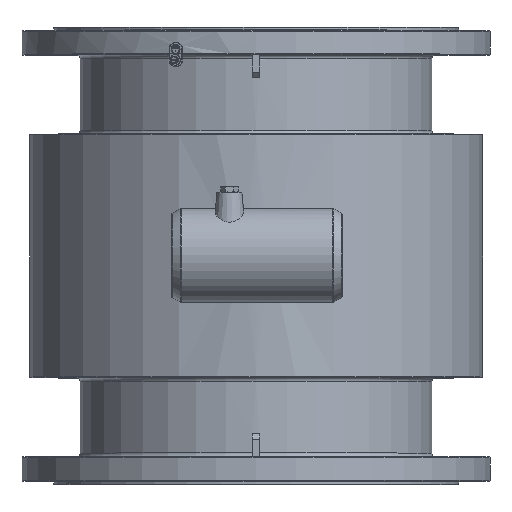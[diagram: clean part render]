
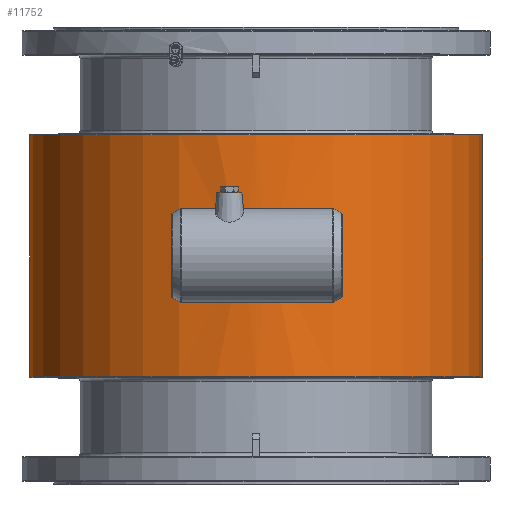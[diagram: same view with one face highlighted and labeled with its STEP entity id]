
A CAD part, top view. The second image highlights one B-rep face of the part: STEP entity #11752.
In plain terms, the highlighted cylindrical face has radius 297.5 mm (diameter 595 mm), a full revolution.
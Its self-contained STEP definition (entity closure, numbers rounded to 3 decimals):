
#1036=B_SPLINE_CURVE_WITH_KNOTS('',3,(#28384,#28385,#28386,#28387,#28388,
#28389,#28390,#28391,#28392,#28393,#28394,#28395,#28396,#28397,#28398,#28399,
#28400,#28401,#28402,#28403,#28404,#28405,#28406,#28407,#28408,#28409,#28410,
#28411,#28412,#28413,#28414,#28415,#28416,#28417,#28418),.UNSPECIFIED.,
 .F.,.F.,(4,2,2,2,2,2,2,2,3,2,2,2,2,2,2,2,4),(-3.165,-2.77,
-2.374,-1.978,-1.583,-1.187,
-0.791,-0.396,0.,0.396,0.791,
1.187,1.583,1.978,2.374,2.77,
3.165),.UNSPECIFIED.);
#1037=B_SPLINE_CURVE_WITH_KNOTS('',3,(#28419,#28420,#28421,#28422,#28423,
#28424,#28425,#28426,#28427,#28428,#28429,#28430,#28431,#28432,#28433,#28434,
#28435,#28436,#28437,#28438,#28439,#28440,#28441,#28442,#28443,#28444,#28445,
#28446,#28447,#28448,#28449,#28450,#28451,#28452),.UNSPECIFIED.,.F.,.F.,
(4,2,2,2,2,2,2,2,2,2,2,2,2,2,2,2,4),(3.165,3.561,
3.957,4.352,4.748,5.144,5.539,
5.935,6.331,6.726,7.122,7.518,
7.913,8.309,8.705,9.1,9.496),
 .UNSPECIFIED.);
#1636=LINE('',#28381,#2302);
#2302=VECTOR('',#14402,297.5);
#2768=CYLINDRICAL_SURFACE('',#12676,297.5);
#2961=FACE_BOUND('',#4068,.T.);
#3276=FACE_OUTER_BOUND('',#4067,.T.);
#4067=EDGE_LOOP('',(#9258,#9259,#9260,#9261));
#4068=EDGE_LOOP('',(#9262,#9263));
#4792=CIRCLE('',#12673,297.5);
#4795=CIRCLE('',#12677,297.5);
#5515=VERTEX_POINT('',#28373);
#5517=VERTEX_POINT('',#28379);
#5518=VERTEX_POINT('',#28382);
#5519=VERTEX_POINT('',#28383);
#6883=EDGE_CURVE('',#5515,#5515,#4792,.T.);
#6886=EDGE_CURVE('',#5517,#5517,#4795,.T.);
#6887=EDGE_CURVE('',#5517,#5515,#1636,.T.);
#6888=EDGE_CURVE('',#5518,#5519,#1036,.T.);
#6889=EDGE_CURVE('',#5519,#5518,#1037,.T.);
#9258=ORIENTED_EDGE('',*,*,#6886,.F.);
#9259=ORIENTED_EDGE('',*,*,#6887,.T.);
#9260=ORIENTED_EDGE('',*,*,#6883,.F.);
#9261=ORIENTED_EDGE('',*,*,#6887,.F.);
#9262=ORIENTED_EDGE('',*,*,#6888,.T.);
#9263=ORIENTED_EDGE('',*,*,#6889,.T.);
#11752=ADVANCED_FACE('',(#3276,#2961),#2768,.T.);
#12673=AXIS2_PLACEMENT_3D('',#28374,#14392,#14393);
#12676=AXIS2_PLACEMENT_3D('',#28378,#14398,#14399);
#12677=AXIS2_PLACEMENT_3D('',#28380,#14400,#14401);
#14392=DIRECTION('center_axis',(0.,0.,
1.));
#14393=DIRECTION('ref_axis',(0.,1.,0.));
#14398=DIRECTION('center_axis',(0.,0.,
-1.));
#14399=DIRECTION('ref_axis',(0.,-1.,0.));
#14400=DIRECTION('center_axis',(0.,0.,
-1.));
#14401=DIRECTION('ref_axis',(0.,1.,0.));
#14402=DIRECTION('',(0.,0.,1.));
#28373=CARTESIAN_POINT('',(95.,785.25,159.));
#28374=CARTESIAN_POINT('Origin',(95.,487.75,159.));
#28378=CARTESIAN_POINT('Origin',(95.,487.75,0.));
#28379=CARTESIAN_POINT('',(95.,785.25,-159.));
#28380=CARTESIAN_POINT('Origin',(95.,487.75,-159.));
#28381=CARTESIAN_POINT('',(95.,785.25,0.));
#28382=CARTESIAN_POINT('',(95.,190.25,21.));
#28383=CARTESIAN_POINT('',(95.,190.25,-21.));
#28384=CARTESIAN_POINT('Ctrl Pts',(95.,190.25,21.));
#28385=CARTESIAN_POINT('Ctrl Pts',(96.319,190.25,21.));
#28386=CARTESIAN_POINT('Ctrl Pts',(97.683,190.259,20.874));
#28387=CARTESIAN_POINT('Ctrl Pts',(100.395,190.296,20.342));
#28388=CARTESIAN_POINT('Ctrl Pts',(101.744,190.324,19.937));
#28389=CARTESIAN_POINT('Ctrl Pts',(104.331,190.394,18.865));
#28390=CARTESIAN_POINT('Ctrl Pts',(105.571,190.436,18.198));
#28391=CARTESIAN_POINT('Ctrl Pts',(107.864,190.526,16.656));
#28392=CARTESIAN_POINT('Ctrl Pts',(108.917,190.574,15.781));
#28393=CARTESIAN_POINT('Ctrl Pts',(110.781,190.667,13.917));
#28394=CARTESIAN_POINT('Ctrl Pts',(111.656,190.716,12.864));
#28395=CARTESIAN_POINT('Ctrl Pts',(113.198,190.806,10.571));
#28396=CARTESIAN_POINT('Ctrl Pts',(113.865,190.848,9.331));
#28397=CARTESIAN_POINT('Ctrl Pts',(114.937,190.918,6.744));
#28398=CARTESIAN_POINT('Ctrl Pts',(115.342,190.946,5.395));
#28399=CARTESIAN_POINT('Ctrl Pts',(115.874,190.983,2.683));
#28400=CARTESIAN_POINT('Ctrl Pts',(116.,190.992,1.319));
#28401=CARTESIAN_POINT('Ctrl Pts',(116.,190.992,0.));
#28402=CARTESIAN_POINT('Ctrl Pts',(116.,190.992,-1.319));
#28403=CARTESIAN_POINT('Ctrl Pts',(115.874,190.983,-2.683));
#28404=CARTESIAN_POINT('Ctrl Pts',(115.342,190.946,-5.395));
#28405=CARTESIAN_POINT('Ctrl Pts',(114.937,190.918,-6.744));
#28406=CARTESIAN_POINT('Ctrl Pts',(113.865,190.848,-9.331));
#28407=CARTESIAN_POINT('Ctrl Pts',(113.198,190.806,-10.571));
#28408=CARTESIAN_POINT('Ctrl Pts',(111.656,190.716,-12.864));
#28409=CARTESIAN_POINT('Ctrl Pts',(110.781,190.667,-13.917));
#28410=CARTESIAN_POINT('Ctrl Pts',(108.917,190.574,-15.781));
#28411=CARTESIAN_POINT('Ctrl Pts',(107.864,190.526,-16.656));
#28412=CARTESIAN_POINT('Ctrl Pts',(105.571,190.436,-18.198));
#28413=CARTESIAN_POINT('Ctrl Pts',(104.331,190.394,-18.865));
#28414=CARTESIAN_POINT('Ctrl Pts',(101.744,190.324,-19.937));
#28415=CARTESIAN_POINT('Ctrl Pts',(100.395,190.296,-20.342));
#28416=CARTESIAN_POINT('Ctrl Pts',(97.683,190.259,-20.874));
#28417=CARTESIAN_POINT('Ctrl Pts',(96.319,190.25,-21.));
#28418=CARTESIAN_POINT('Ctrl Pts',(95.,190.25,-21.));
#28419=CARTESIAN_POINT('Ctrl Pts',(95.,190.25,-21.));
#28420=CARTESIAN_POINT('Ctrl Pts',(93.681,190.25,-21.));
#28421=CARTESIAN_POINT('Ctrl Pts',(92.317,190.259,-20.874));
#28422=CARTESIAN_POINT('Ctrl Pts',(89.605,190.296,-20.342));
#28423=CARTESIAN_POINT('Ctrl Pts',(88.256,190.324,-19.937));
#28424=CARTESIAN_POINT('Ctrl Pts',(85.669,190.394,-18.865));
#28425=CARTESIAN_POINT('Ctrl Pts',(84.429,190.436,-18.198));
#28426=CARTESIAN_POINT('Ctrl Pts',(82.136,190.526,-16.656));
#28427=CARTESIAN_POINT('Ctrl Pts',(81.083,190.574,-15.781));
#28428=CARTESIAN_POINT('Ctrl Pts',(79.219,190.667,-13.917));
#28429=CARTESIAN_POINT('Ctrl Pts',(78.344,190.716,-12.864));
#28430=CARTESIAN_POINT('Ctrl Pts',(76.802,190.806,-10.571));
#28431=CARTESIAN_POINT('Ctrl Pts',(76.135,190.848,-9.331));
#28432=CARTESIAN_POINT('Ctrl Pts',(75.063,190.918,-6.744));
#28433=CARTESIAN_POINT('Ctrl Pts',(74.658,190.946,-5.395));
#28434=CARTESIAN_POINT('Ctrl Pts',(74.126,190.983,-2.683));
#28435=CARTESIAN_POINT('Ctrl Pts',(74.,190.992,-1.319));
#28436=CARTESIAN_POINT('Ctrl Pts',(74.,190.992,1.319));
#28437=CARTESIAN_POINT('Ctrl Pts',(74.126,190.983,2.683));
#28438=CARTESIAN_POINT('Ctrl Pts',(74.658,190.946,5.395));
#28439=CARTESIAN_POINT('Ctrl Pts',(75.063,190.918,6.744));
#28440=CARTESIAN_POINT('Ctrl Pts',(76.135,190.848,9.331));
#28441=CARTESIAN_POINT('Ctrl Pts',(76.802,190.806,10.571));
#28442=CARTESIAN_POINT('Ctrl Pts',(78.344,190.716,12.864));
#28443=CARTESIAN_POINT('Ctrl Pts',(79.219,190.667,13.917));
#28444=CARTESIAN_POINT('Ctrl Pts',(81.083,190.574,15.781));
#28445=CARTESIAN_POINT('Ctrl Pts',(82.136,190.526,16.656));
#28446=CARTESIAN_POINT('Ctrl Pts',(84.429,190.436,18.198));
#28447=CARTESIAN_POINT('Ctrl Pts',(85.669,190.394,18.865));
#28448=CARTESIAN_POINT('Ctrl Pts',(88.256,190.324,19.937));
#28449=CARTESIAN_POINT('Ctrl Pts',(89.605,190.296,20.342));
#28450=CARTESIAN_POINT('Ctrl Pts',(92.317,190.259,20.874));
#28451=CARTESIAN_POINT('Ctrl Pts',(93.681,190.25,21.));
#28452=CARTESIAN_POINT('Ctrl Pts',(95.,190.25,21.));
